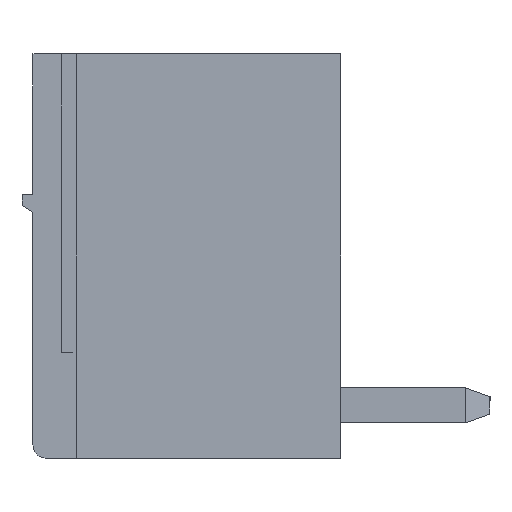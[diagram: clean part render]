
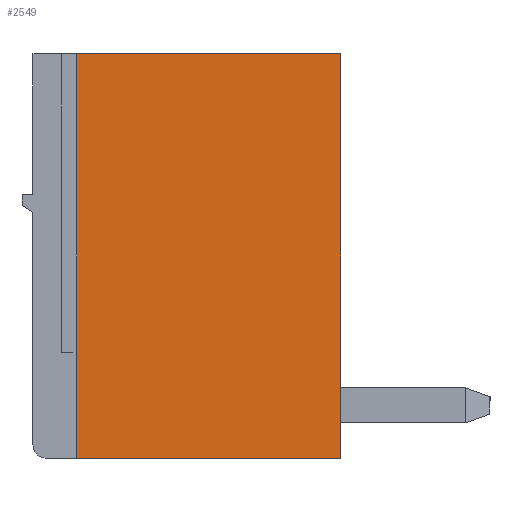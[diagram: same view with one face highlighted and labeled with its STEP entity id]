
A CAD part, left-side view. The second image highlights one B-rep face of the part: STEP entity #2549.
In plain terms, the highlighted planar face has unit normal (-1, 0, 0).
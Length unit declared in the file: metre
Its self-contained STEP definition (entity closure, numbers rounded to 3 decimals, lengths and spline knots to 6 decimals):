
#2549=ADVANCED_FACE('',(#5979),#5980,.F.);
#5979=FACE_OUTER_BOUND('',#10235,.T.);
#5980=PLANE('',#10236);
#10235=EDGE_LOOP('',(#18379,#18380,#18381,#18382));
#10236=AXIS2_PLACEMENT_3D('',#18383,#18384,#18385);
#18379=ORIENTED_EDGE('',*,*,#25790,.F.);
#18380=ORIENTED_EDGE('',*,*,#25306,.F.);
#18381=ORIENTED_EDGE('',*,*,#27643,.T.);
#18382=ORIENTED_EDGE('',*,*,#26003,.T.);
#18383=CARTESIAN_POINT('',(-1.091827,0.00386,0.000933));
#18384=DIRECTION('',(1.0,0.,0.));
#18385=DIRECTION('',(0.0,0.,1.0));
#25306=EDGE_CURVE('',#30293,#30284,#30295,.T.);
#25790=EDGE_CURVE('',#30284,#31261,#31262,.T.);
#26003=EDGE_CURVE('',#31642,#31261,#31643,.T.);
#27643=EDGE_CURVE('',#30293,#31642,#33932,.T.);
#30284=VERTEX_POINT('',#37567);
#30293=VERTEX_POINT('',#37581);
#30295=LINE('',#37584,#37585);
#31261=VERTEX_POINT('',#38964);
#31262=LINE('',#38965,#38966);
#31642=VERTEX_POINT('',#39548);
#31643=LINE('',#39549,#39550);
#33932=LINE('',#42905,#42906);
#37567=CARTESIAN_POINT('',(-1.091827,0.00386,0.000933));
#37581=CARTESIAN_POINT('',(-1.091827,0.00986,0.000933));
#37584=CARTESIAN_POINT('',(-1.091827,0.00386,0.000933));
#37585=VECTOR('',#47718,1.0);
#38964=CARTESIAN_POINT('',(-1.091827,0.00386,-0.008267));
#38965=CARTESIAN_POINT('',(-1.091827,0.00386,0.000933));
#38966=VECTOR('',#48339,1.0);
#39548=CARTESIAN_POINT('',(-1.091827,0.00986,-0.008267));
#39549=CARTESIAN_POINT('',(-1.091827,0.00386,-0.008267));
#39550=VECTOR('',#48569,1.0);
#42905=CARTESIAN_POINT('',(-1.091827,0.00986,0.000933));
#42906=VECTOR('',#49801,1.0);
#47718=DIRECTION('',(0.,-1.0,0.));
#48339=DIRECTION('',(0.,0.,-1.0));
#48569=DIRECTION('',(0.,-1.0,0.));
#49801=DIRECTION('',(0.,0.,-1.0));
